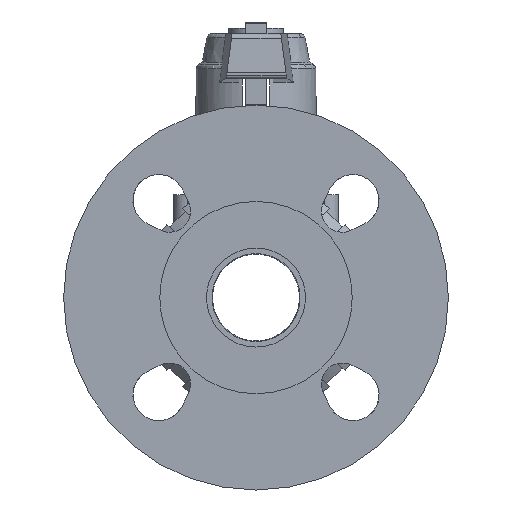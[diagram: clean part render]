
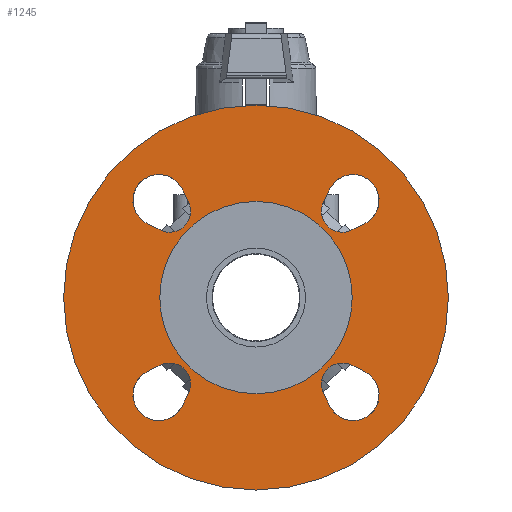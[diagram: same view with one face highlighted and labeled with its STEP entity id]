
A CAD part, left-side view. The second image highlights one B-rep face of the part: STEP entity #1245.
In plain terms, the highlighted planar face has unit normal (-1, 0, 0).
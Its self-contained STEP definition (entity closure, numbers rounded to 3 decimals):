
#1245=ADVANCED_FACE('',(#2738,#2739,#2740,#2741,#2742,#2743),#2744,.T.);
#2738=FACE_BOUND('',#4864,.T.);
#2739=FACE_BOUND('',#4865,.T.);
#2740=FACE_BOUND('',#4866,.T.);
#2741=FACE_BOUND('',#4867,.T.);
#2742=FACE_BOUND('',#4868,.T.);
#2743=FACE_OUTER_BOUND('',#4869,.T.);
#2744=PLANE('',#4870);
#4864=EDGE_LOOP('',(#8317,#8318,#8319,#8320,#8321));
#4865=EDGE_LOOP('',(#8322,#8323,#8324,#8325,#8326));
#4866=EDGE_LOOP('',(#8327,#8328,#8329,#8330,#8331));
#4867=EDGE_LOOP('',(#8332,#8333,#8334,#8335,#8336));
#4868=EDGE_LOOP('',(#8337,#8338));
#4869=EDGE_LOOP('',(#8339,#8340));
#4870=AXIS2_PLACEMENT_3D('',#8341,#8342,#8343);
#8317=ORIENTED_EDGE('',*,*,#12545,.T.);
#8318=ORIENTED_EDGE('',*,*,#12541,.T.);
#8319=ORIENTED_EDGE('',*,*,#12532,.T.);
#8320=ORIENTED_EDGE('',*,*,#12538,.T.);
#8321=ORIENTED_EDGE('',*,*,#12549,.T.);
#8322=ORIENTED_EDGE('',*,*,#12560,.T.);
#8323=ORIENTED_EDGE('',*,*,#12556,.T.);
#8324=ORIENTED_EDGE('',*,*,#12527,.T.);
#8325=ORIENTED_EDGE('',*,*,#12553,.T.);
#8326=ORIENTED_EDGE('',*,*,#12564,.T.);
#8327=ORIENTED_EDGE('',*,*,#12575,.T.);
#8328=ORIENTED_EDGE('',*,*,#12571,.T.);
#8329=ORIENTED_EDGE('',*,*,#12522,.T.);
#8330=ORIENTED_EDGE('',*,*,#12568,.T.);
#8331=ORIENTED_EDGE('',*,*,#12579,.T.);
#8332=ORIENTED_EDGE('',*,*,#12590,.T.);
#8333=ORIENTED_EDGE('',*,*,#12586,.T.);
#8334=ORIENTED_EDGE('',*,*,#12517,.T.);
#8335=ORIENTED_EDGE('',*,*,#12583,.T.);
#8336=ORIENTED_EDGE('',*,*,#12594,.T.);
#8337=ORIENTED_EDGE('',*,*,#12492,.F.);
#8338=ORIENTED_EDGE('',*,*,#12611,.F.);
#8339=ORIENTED_EDGE('',*,*,#12499,.T.);
#8340=ORIENTED_EDGE('',*,*,#12609,.T.);
#8341=CARTESIAN_POINT('',(-88.9,0.0,103.5));
#8342=DIRECTION('',(-1.0,0.0,0.0));
#8343=DIRECTION('',(0.0,0.0,1.0));
#12492=EDGE_CURVE('',#15083,#15086,#15087,.T.);
#12499=EDGE_CURVE('',#15093,#15097,#15099,.T.);
#12517=EDGE_CURVE('',#15131,#15128,#15132,.T.);
#12522=EDGE_CURVE('',#15140,#15137,#15141,.T.);
#12527=EDGE_CURVE('',#15149,#15146,#15150,.T.);
#12532=EDGE_CURVE('',#15158,#15155,#15159,.T.);
#12538=EDGE_CURVE('',#15155,#15166,#15168,.T.);
#12541=EDGE_CURVE('',#15172,#15158,#15173,.T.);
#12545=EDGE_CURVE('',#15178,#15172,#15179,.T.);
#12549=EDGE_CURVE('',#15166,#15178,#15183,.T.);
#12553=EDGE_CURVE('',#15146,#15187,#15189,.T.);
#12556=EDGE_CURVE('',#15193,#15149,#15194,.T.);
#12560=EDGE_CURVE('',#15199,#15193,#15200,.T.);
#12564=EDGE_CURVE('',#15187,#15199,#15204,.T.);
#12568=EDGE_CURVE('',#15137,#15208,#15210,.T.);
#12571=EDGE_CURVE('',#15214,#15140,#15215,.T.);
#12575=EDGE_CURVE('',#15220,#15214,#15221,.T.);
#12579=EDGE_CURVE('',#15208,#15220,#15225,.T.);
#12583=EDGE_CURVE('',#15128,#15229,#15231,.T.);
#12586=EDGE_CURVE('',#15235,#15131,#15236,.T.);
#12590=EDGE_CURVE('',#15241,#15235,#15242,.T.);
#12594=EDGE_CURVE('',#15229,#15241,#15246,.T.);
#12609=EDGE_CURVE('',#15097,#15093,#15261,.T.);
#12611=EDGE_CURVE('',#15086,#15083,#15263,.T.);
#15083=VERTEX_POINT('',#19643);
#15086=VERTEX_POINT('',#19647);
#15087=CIRCLE('',#19648,35.0);
#15093=VERTEX_POINT('',#19655);
#15097=VERTEX_POINT('',#19660);
#15099=CIRCLE('',#19663,70.0);
#15128=VERTEX_POINT('',#19698);
#15131=VERTEX_POINT('',#19702);
#15132=CIRCLE('',#19703,9.421);
#15137=VERTEX_POINT('',#19709);
#15140=VERTEX_POINT('',#19713);
#15141=CIRCLE('',#19714,9.421);
#15146=VERTEX_POINT('',#19720);
#15149=VERTEX_POINT('',#19724);
#15150=CIRCLE('',#19725,9.421);
#15155=VERTEX_POINT('',#19731);
#15158=VERTEX_POINT('',#19735);
#15159=CIRCLE('',#19736,9.421);
#15166=VERTEX_POINT('',#19744);
#15168=CIRCLE('',#19747,9.421);
#15172=VERTEX_POINT('',#19752);
#15173=LINE('',#19753,#19754);
#15178=VERTEX_POINT('',#19760);
#15179=CIRCLE('',#19761,7.671);
#15183=LINE('',#19767,#19768);
#15187=VERTEX_POINT('',#19772);
#15189=CIRCLE('',#19775,9.421);
#15193=VERTEX_POINT('',#19780);
#15194=LINE('',#19781,#19782);
#15199=VERTEX_POINT('',#19788);
#15200=CIRCLE('',#19789,7.671);
#15204=LINE('',#19795,#19796);
#15208=VERTEX_POINT('',#19800);
#15210=CIRCLE('',#19803,9.421);
#15214=VERTEX_POINT('',#19808);
#15215=LINE('',#19809,#19810);
#15220=VERTEX_POINT('',#19816);
#15221=CIRCLE('',#19817,7.671);
#15225=LINE('',#19823,#19824);
#15229=VERTEX_POINT('',#19828);
#15231=CIRCLE('',#19831,9.421);
#15235=VERTEX_POINT('',#19836);
#15236=LINE('',#19837,#19838);
#15241=VERTEX_POINT('',#19844);
#15242=CIRCLE('',#19845,7.671);
#15246=LINE('',#19851,#19852);
#15261=CIRCLE('',#19867,70.0);
#15263=CIRCLE('',#19869,35.0);
#19643=CARTESIAN_POINT('',(-88.9,0.0,86.0));
#19647=CARTESIAN_POINT('',(-88.9,0.,16.0));
#19648=AXIS2_PLACEMENT_3D('',#25122,#25123,#25124);
#19655=CARTESIAN_POINT('',(-88.9,0.0,121.0));
#19660=CARTESIAN_POINT('',(-88.9,0.,-19.0));
#19663=AXIS2_PLACEMENT_3D('',#25134,#25135,#25136);
#19698=CARTESIAN_POINT('',(-88.9,31.159,94.791));
#19702=CARTESIAN_POINT('',(-88.9,39.551,77.92));
#19703=AXIS2_PLACEMENT_3D('',#25162,#25163,#25164);
#19709=CARTESIAN_POINT('',(-88.9,-43.791,82.159));
#19713=CARTESIAN_POINT('',(-88.9,-26.92,90.551));
#19714=AXIS2_PLACEMENT_3D('',#25170,#25171,#25172);
#19720=CARTESIAN_POINT('',(-88.9,-31.159,7.209));
#19724=CARTESIAN_POINT('',(-88.9,-39.551,24.08));
#19725=AXIS2_PLACEMENT_3D('',#25178,#25179,#25180);
#19731=CARTESIAN_POINT('',(-88.9,43.791,19.841));
#19735=CARTESIAN_POINT('',(-88.9,26.92,11.449));
#19736=AXIS2_PLACEMENT_3D('',#25186,#25187,#25188);
#19744=CARTESIAN_POINT('',(-88.9,39.551,24.08));
#19747=AXIS2_PLACEMENT_3D('',#25197,#25198,#25199);
#19752=CARTESIAN_POINT('',(-88.9,24.598,16.117));
#19753=CARTESIAN_POINT('',(-88.9,5.316,54.879));
#19754=VECTOR('',#25201,1.0);
#19760=CARTESIAN_POINT('',(-88.9,34.883,26.402));
#19761=AXIS2_PLACEMENT_3D('',#25206,#25207,#25208);
#19767=CARTESIAN_POINT('',(-88.9,6.696,40.423));
#19768=VECTOR('',#25211,1.0);
#19772=CARTESIAN_POINT('',(-88.9,-26.92,11.449));
#19775=AXIS2_PLACEMENT_3D('',#25216,#25217,#25218);
#19780=CARTESIAN_POINT('',(-88.9,-34.883,26.402));
#19781=CARTESIAN_POINT('',(-88.9,-6.696,40.423));
#19782=VECTOR('',#25220,1.0);
#19788=CARTESIAN_POINT('',(-88.9,-24.598,16.117));
#19789=AXIS2_PLACEMENT_3D('',#25225,#25226,#25227);
#19795=CARTESIAN_POINT('',(-88.9,-5.316,54.879));
#19796=VECTOR('',#25230,1.0);
#19800=CARTESIAN_POINT('',(-88.9,-39.551,77.92));
#19803=AXIS2_PLACEMENT_3D('',#25235,#25236,#25237);
#19808=CARTESIAN_POINT('',(-88.9,-24.598,85.883));
#19809=CARTESIAN_POINT('',(-88.9,-26.251,89.207));
#19810=VECTOR('',#25239,1.0);
#19816=CARTESIAN_POINT('',(-88.9,-34.883,75.598));
#19817=AXIS2_PLACEMENT_3D('',#25244,#25245,#25246);
#19823=CARTESIAN_POINT('',(-88.9,-27.631,71.991));
#19824=VECTOR('',#25249,1.0);
#19828=CARTESIAN_POINT('',(-88.9,26.92,90.551));
#19831=AXIS2_PLACEMENT_3D('',#25254,#25255,#25256);
#19836=CARTESIAN_POINT('',(-88.9,34.883,75.598));
#19837=CARTESIAN_POINT('',(-88.9,27.631,71.991));
#19838=VECTOR('',#25258,1.0);
#19844=CARTESIAN_POINT('',(-88.9,24.598,85.883));
#19845=AXIS2_PLACEMENT_3D('',#25263,#25264,#25265);
#19851=CARTESIAN_POINT('',(-88.9,26.251,89.207));
#19852=VECTOR('',#25268,1.0);
#19867=AXIS2_PLACEMENT_3D('',#25290,#25291,#25292);
#19869=AXIS2_PLACEMENT_3D('',#25293,#25294,#25295);
#25122=CARTESIAN_POINT('',(-88.9,0.0,51.0));
#25123=DIRECTION('',(-1.0,0.0,0.0));
#25124=DIRECTION('',(0.0,0.0,1.0));
#25134=CARTESIAN_POINT('',(-88.9,0.0,51.0));
#25135=DIRECTION('',(-1.0,0.0,0.0));
#25136=DIRECTION('',(0.0,0.0,1.0));
#25162=CARTESIAN_POINT('',(-88.9,35.355,86.355));
#25163=DIRECTION('',(1.0,-0.0,0.0));
#25164=DIRECTION('',(0.0,0.445,-0.895));
#25170=CARTESIAN_POINT('',(-88.9,-35.355,86.355));
#25171=DIRECTION('',(1.0,0.0,-0.0));
#25172=DIRECTION('',(0.0,0.895,0.445));
#25178=CARTESIAN_POINT('',(-88.9,-35.355,15.645));
#25179=DIRECTION('',(1.0,0.0,-0.0));
#25180=DIRECTION('',(0.0,-0.445,0.895));
#25186=CARTESIAN_POINT('',(-88.9,35.355,15.645));
#25187=DIRECTION('',(1.0,0.0,0.0));
#25188=DIRECTION('',(0.0,-0.895,-0.445));
#25197=CARTESIAN_POINT('',(-88.9,35.355,15.645));
#25198=DIRECTION('',(1.0,0.0,0.0));
#25199=DIRECTION('',(0.0,-0.895,-0.445));
#25201=DIRECTION('',(0.0,0.445,-0.895));
#25206=CARTESIAN_POINT('',(-88.9,31.466,19.534));
#25207=DIRECTION('',(1.0,0.0,-0.0));
#25208=DIRECTION('',(0.0,0.445,0.895));
#25211=DIRECTION('',(0.0,-0.895,0.445));
#25216=CARTESIAN_POINT('',(-88.9,-35.355,15.645));
#25217=DIRECTION('',(1.0,0.0,-0.0));
#25218=DIRECTION('',(0.0,-0.445,0.895));
#25220=DIRECTION('',(-0.0,-0.895,-0.445));
#25225=CARTESIAN_POINT('',(-88.9,-31.466,19.534));
#25226=DIRECTION('',(1.0,-0.0,0.0));
#25227=DIRECTION('',(0.0,0.895,-0.445));
#25230=DIRECTION('',(0.0,0.445,0.895));
#25235=CARTESIAN_POINT('',(-88.9,-35.355,86.355));
#25236=DIRECTION('',(1.0,0.0,-0.0));
#25237=DIRECTION('',(0.0,0.895,0.445));
#25239=DIRECTION('',(0.0,-0.445,0.895));
#25244=CARTESIAN_POINT('',(-88.9,-31.466,82.466));
#25245=DIRECTION('',(1.0,0.0,0.0));
#25246=DIRECTION('',(0.0,-0.445,-0.895));
#25249=DIRECTION('',(0.0,0.895,-0.445));
#25254=CARTESIAN_POINT('',(-88.9,35.355,86.355));
#25255=DIRECTION('',(1.0,-0.0,0.0));
#25256=DIRECTION('',(0.0,0.445,-0.895));
#25258=DIRECTION('',(0.0,0.895,0.445));
#25263=CARTESIAN_POINT('',(-88.9,31.466,82.466));
#25264=DIRECTION('',(1.0,0.0,-0.0));
#25265=DIRECTION('',(0.0,-0.895,0.445));
#25268=DIRECTION('',(-0.0,-0.445,-0.895));
#25290=CARTESIAN_POINT('',(-88.9,0.0,51.0));
#25291=DIRECTION('',(-1.0,0.0,0.0));
#25292=DIRECTION('',(0.0,0.0,1.0));
#25293=CARTESIAN_POINT('',(-88.9,0.0,51.0));
#25294=DIRECTION('',(-1.0,0.0,0.0));
#25295=DIRECTION('',(0.0,0.0,1.0));
